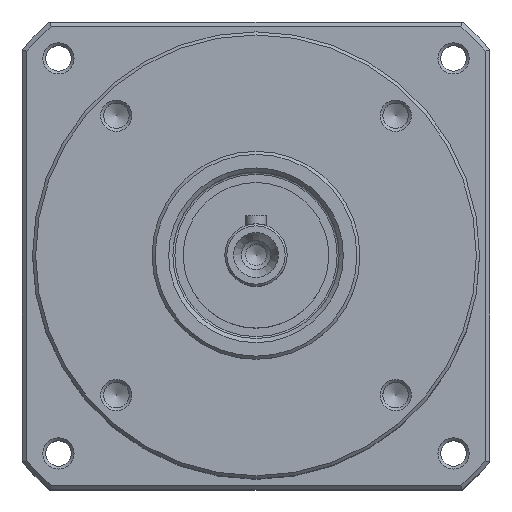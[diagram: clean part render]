
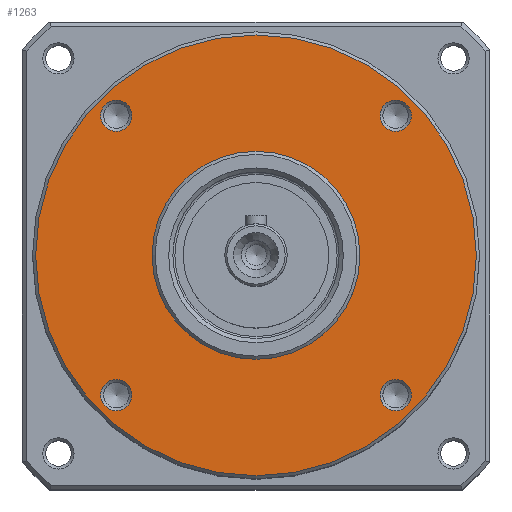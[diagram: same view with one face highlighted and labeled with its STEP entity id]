
A CAD part, top view. The second image highlights one B-rep face of the part: STEP entity #1263.
In plain terms, the highlighted face is planar.
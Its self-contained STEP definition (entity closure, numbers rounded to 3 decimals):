
#41=PLANE('',#1417);
#211=CIRCLE('',#1416,21.2);
#212=CIRCLE('',#1418,10.);
#213=CIRCLE('',#1419,1.5);
#214=CIRCLE('',#1420,1.5);
#215=CIRCLE('',#1421,1.5);
#216=CIRCLE('',#1422,1.5);
#349=ORIENTED_EDGE('',*,*,#633,.F.);
#350=ORIENTED_EDGE('',*,*,#634,.F.);
#351=ORIENTED_EDGE('',*,*,#635,.F.);
#352=ORIENTED_EDGE('',*,*,#636,.F.);
#353=ORIENTED_EDGE('',*,*,#637,.F.);
#354=ORIENTED_EDGE('',*,*,#632,.T.);
#632=EDGE_CURVE('',#767,#767,#211,.T.);
#633=EDGE_CURVE('',#768,#768,#212,.T.);
#634=EDGE_CURVE('',#769,#769,#213,.T.);
#635=EDGE_CURVE('',#770,#770,#214,.T.);
#636=EDGE_CURVE('',#771,#771,#215,.T.);
#637=EDGE_CURVE('',#772,#772,#216,.T.);
#767=VERTEX_POINT('',#2149);
#768=VERTEX_POINT('',#2152);
#769=VERTEX_POINT('',#2154);
#770=VERTEX_POINT('',#2156);
#771=VERTEX_POINT('',#2158);
#772=VERTEX_POINT('',#2160);
#896=EDGE_LOOP('',(#349));
#897=EDGE_LOOP('',(#350));
#898=EDGE_LOOP('',(#351));
#899=EDGE_LOOP('',(#352));
#900=EDGE_LOOP('',(#353));
#901=EDGE_LOOP('',(#354));
#1066=FACE_BOUND('',#896,.T.);
#1067=FACE_BOUND('',#897,.T.);
#1068=FACE_BOUND('',#898,.T.);
#1069=FACE_BOUND('',#899,.T.);
#1070=FACE_BOUND('',#900,.T.);
#1071=FACE_BOUND('',#901,.T.);
#1263=ADVANCED_FACE('',(#1066,#1067,#1068,#1069,#1070,#1071),#41,.F.);
#1416=AXIS2_PLACEMENT_3D('',#2148,#1665,#1666);
#1417=AXIS2_PLACEMENT_3D('',#2150,#1667,#1668);
#1418=AXIS2_PLACEMENT_3D('',#2151,#1669,#1670);
#1419=AXIS2_PLACEMENT_3D('',#2153,#1671,#1672);
#1420=AXIS2_PLACEMENT_3D('',#2155,#1673,#1674);
#1421=AXIS2_PLACEMENT_3D('',#2157,#1675,#1676);
#1422=AXIS2_PLACEMENT_3D('',#2159,#1677,#1678);
#1665=DIRECTION('',(1.,0.,0.));
#1666=DIRECTION('',(0.,0.,-1.));
#1667=DIRECTION('',(-1.,0.,0.));
#1668=DIRECTION('',(0.,0.,1.));
#1669=DIRECTION('',(1.,0.,0.));
#1670=DIRECTION('',(0.,0.,-1.));
#1671=DIRECTION('',(1.,0.,0.));
#1672=DIRECTION('',(0.,0.,-1.));
#1673=DIRECTION('',(1.,0.,0.));
#1674=DIRECTION('',(0.,0.,-1.));
#1675=DIRECTION('',(1.,0.,0.));
#1676=DIRECTION('',(0.,0.,-1.));
#1677=DIRECTION('',(1.,0.,0.));
#1678=DIRECTION('',(0.,0.,-1.));
#2148=CARTESIAN_POINT('',(40.,0.,0.));
#2149=CARTESIAN_POINT('',(40.,0.,-21.2));
#2150=CARTESIAN_POINT('',(40.,21.2,0.));
#2151=CARTESIAN_POINT('',(40.,0.,0.));
#2152=CARTESIAN_POINT('',(40.,0.,-10.));
#2153=CARTESIAN_POINT('',(40.,-13.435,13.435));
#2154=CARTESIAN_POINT('',(40.,-13.435,11.935));
#2155=CARTESIAN_POINT('',(40.,13.435,-13.435));
#2156=CARTESIAN_POINT('',(40.,13.435,-14.935));
#2157=CARTESIAN_POINT('',(40.,-13.435,-13.435));
#2158=CARTESIAN_POINT('',(40.,-13.435,-14.935));
#2159=CARTESIAN_POINT('',(40.,13.435,13.435));
#2160=CARTESIAN_POINT('',(40.,13.435,11.935));
